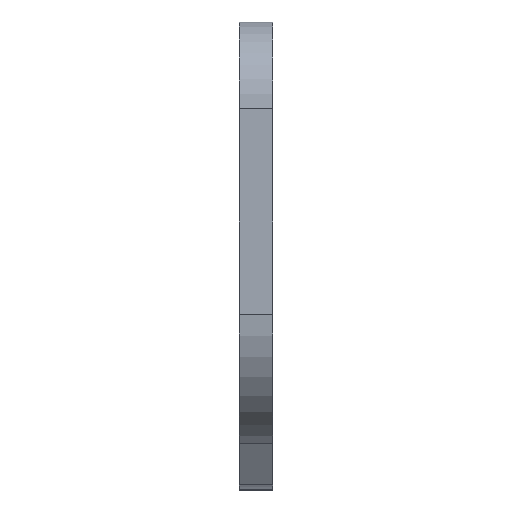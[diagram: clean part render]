
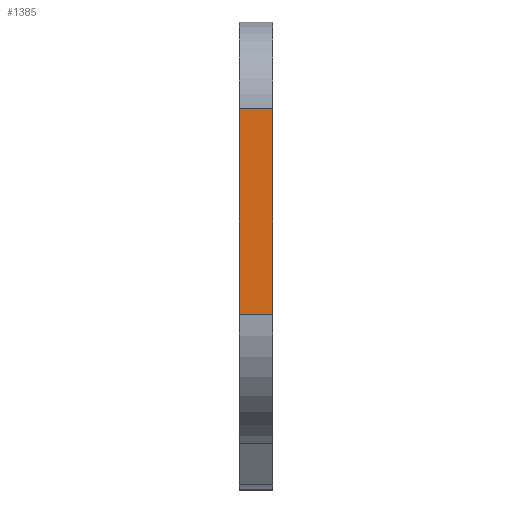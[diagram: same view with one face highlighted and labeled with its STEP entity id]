
A CAD part, top view. The second image highlights one B-rep face of the part: STEP entity #1385.
In plain terms, the highlighted planar face has unit normal (0, 0, 1).
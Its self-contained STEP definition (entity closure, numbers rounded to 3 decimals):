
#80 = DIRECTION ( 'NONE',  ( -1., 0., 0. ) ) ;
#127 = CARTESIAN_POINT ( 'NONE',  ( 2.54, 11., 35.175 ) ) ;
#215 = CARTESIAN_POINT ( 'NONE',  ( 0., -4.421, 35.175 ) ) ;
#293 = CARTESIAN_POINT ( 'NONE',  ( 2.54, 11., 35.175 ) ) ;
#322 = LINE ( 'NONE', #293, #2748 ) ;
#342 = DIRECTION ( 'NONE',  ( 0., -1., 0. ) ) ;
#445 = EDGE_LOOP ( 'NONE', ( #1021, #540, #1943, #2423 ) ) ;
#540 = ORIENTED_EDGE ( 'NONE', *, *, #754, .F. ) ;
#561 = LINE ( 'NONE', #2332, #928 ) ;
#569 = EDGE_CURVE ( 'NONE', #2328, #2187, #1228, .T. ) ;
#754 = EDGE_CURVE ( 'NONE', #1265, #1453, #2281, .T. ) ;
#765 = VECTOR ( 'NONE', #993, 1000. ) ;
#770 = CARTESIAN_POINT ( 'NONE',  ( 2.54, -4.421, 35.175 ) ) ;
#825 = DIRECTION ( 'NONE',  ( 0., 0., -1. ) ) ;
#928 = VECTOR ( 'NONE', #342, 1000. ) ;
#993 = DIRECTION ( 'NONE',  ( -1., 0., 0. ) ) ;
#1021 = ORIENTED_EDGE ( 'NONE', *, *, #2163, .T. ) ;
#1185 = CARTESIAN_POINT ( 'NONE',  ( 2.54, -4.421, 35.175 ) ) ;
#1228 = LINE ( 'NONE', #127, #765 ) ;
#1265 = VERTEX_POINT ( 'NONE', #770 ) ;
#1271 = CARTESIAN_POINT ( 'NONE',  ( 2.54, 11., 35.175 ) ) ;
#1302 = VECTOR ( 'NONE', #80, 1000. ) ;
#1372 = DIRECTION ( 'NONE',  ( 0., -1., 0. ) ) ;
#1385 = ADVANCED_FACE ( 'NONE', ( #2624 ), #2855, .F. ) ;
#1453 = VERTEX_POINT ( 'NONE', #215 ) ;
#1502 = CARTESIAN_POINT ( 'NONE',  ( 0., 11., 35.175 ) ) ;
#1514 = DIRECTION ( 'NONE',  ( -1., 0., 0. ) ) ;
#1943 = ORIENTED_EDGE ( 'NONE', *, *, #2382, .F. ) ;
#1985 = AXIS2_PLACEMENT_3D ( 'NONE', #1271, #825, #1514 ) ;
#2163 = EDGE_CURVE ( 'NONE', #2187, #1453, #561, .T. ) ;
#2187 = VERTEX_POINT ( 'NONE', #1502 ) ;
#2281 = LINE ( 'NONE', #1185, #1302 ) ;
#2328 = VERTEX_POINT ( 'NONE', #2750 ) ;
#2332 = CARTESIAN_POINT ( 'NONE',  ( 0., 11., 35.175 ) ) ;
#2382 = EDGE_CURVE ( 'NONE', #2328, #1265, #322, .T. ) ;
#2423 = ORIENTED_EDGE ( 'NONE', *, *, #569, .T. ) ;
#2624 = FACE_OUTER_BOUND ( 'NONE', #445, .T. ) ;
#2748 = VECTOR ( 'NONE', #1372, 1000. ) ;
#2750 = CARTESIAN_POINT ( 'NONE',  ( 2.54, 11., 35.175 ) ) ;
#2855 = PLANE ( 'NONE',  #1985 ) ;
